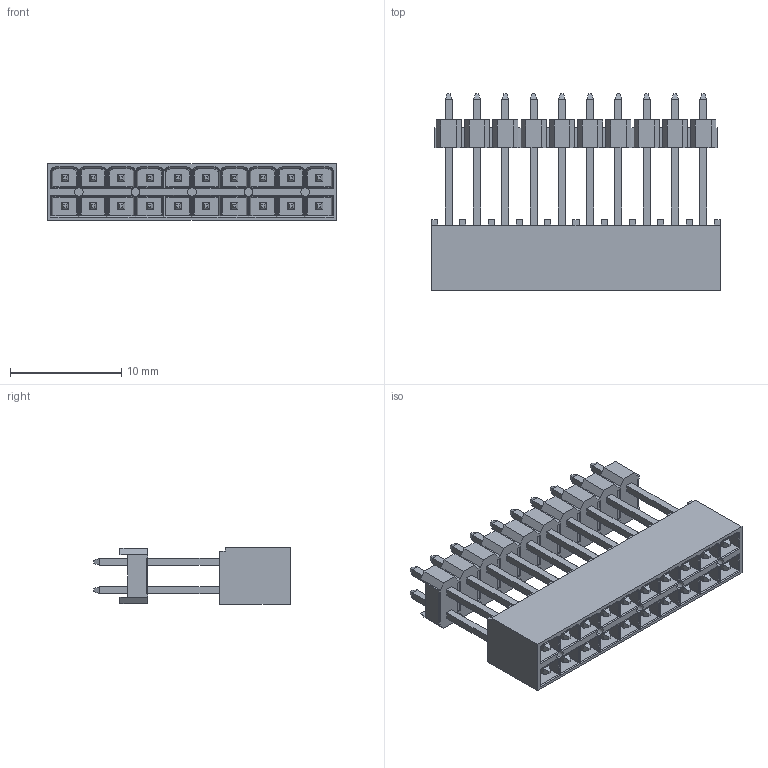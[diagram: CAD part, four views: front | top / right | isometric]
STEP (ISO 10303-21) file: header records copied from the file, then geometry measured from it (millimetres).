
FILE_DESCRIPTION( ('This file contains a STEP AP42 implementation' ,'as created by ZW3D STEP Interface translator.') ,'2;1' );
FILE_NAME( '3600-PXXX-153SXXT01.stp' ,'23 323.182814', (''), ('ZWCAD Software Co.'), 'Version 1.0', 'ZW3D to STEP translator', '' );
FILE_SCHEMA(('AUTOMOTIVE_DESIGN { 1 0 10303 214 1 1 1 1 }'));
Length unit declared in the file: millimetre
Products named in the file (2): 0; 3600-PXXX-153SXXT01
Bounding box: 25.91 x 17.65 x 5.08 mm (x, y, z)
Volume: 814.3 mm3; surface area: 2431.7 mm2
Topology: 1 solids, 1 shells, 1102 faces, 2666 edges, 1651 vertices
Faces by surface type: plane 1013, bspline 64, cylinder 25
Full cylindrical faces by diameter (mm): 0.78 x5
Entity records: 32667 total; most frequent: CARTESIAN_POINT 6097, ORIENTED_EDGE 5332, DIRECTION 4770, EDGE_CURVE 2666, VECTOR 2520, LINE 2520, VERTEX_POINT 1651, EDGE_LOOP 1225
